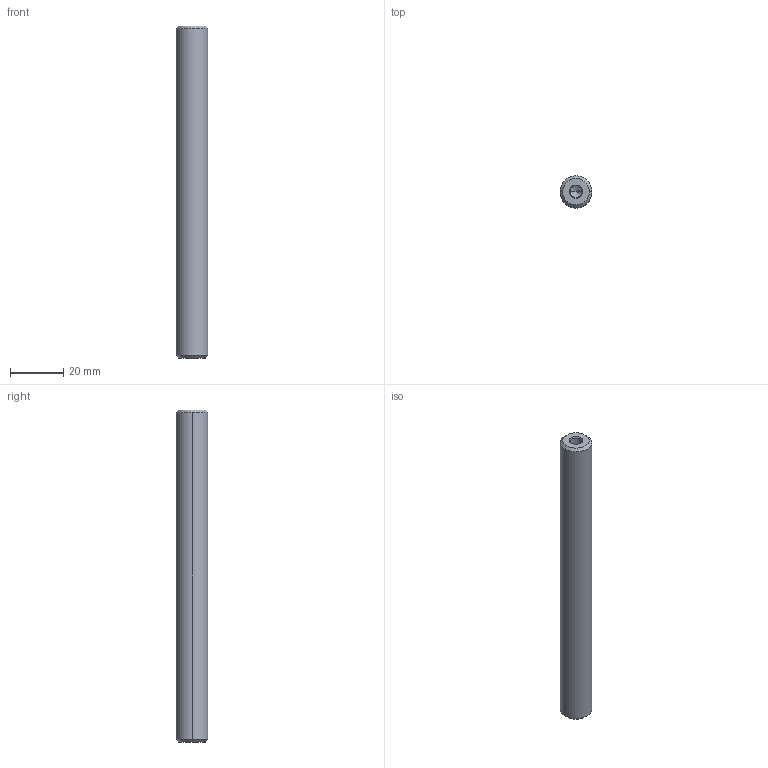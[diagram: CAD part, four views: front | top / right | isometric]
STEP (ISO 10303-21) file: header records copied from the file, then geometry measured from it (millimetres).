
FILE_DESCRIPTION (( 'STEP AP203' ), '1' );
FILE_NAME ('AXE 04 021 M300 011_Défaut_sldprt.STEP', '2017-12-12T20:31:30', ( '' ), ( '' ), 'SwSTEP 2.0', 'SolidWorks 2016', '' );
FILE_SCHEMA (( 'CONFIG_CONTROL_DESIGN' ));
Length unit declared in the file: millimetre
Products named in the file (1): AXE 04 021 M300 011_Défaut_sldprt
Bounding box: 12 x 12 x 125 mm (x, y, z)
Volume: 13735.1 mm3; surface area: 5203.1 mm2
Topology: 1 solids, 1 shells, 20 faces, 42 edges, 22 vertices
Faces by surface type: cone 12, cylinder 6, plane 2
Entity records: 579 total; most frequent: DIRECTION 100, CARTESIAN_POINT 81, ORIENTED_EDGE 76, AXIS2_PLACEMENT_3D 41, EDGE_CURVE 38, EDGE_LOOP 22, VERTEX_POINT 22, ADVANCED_FACE 20
